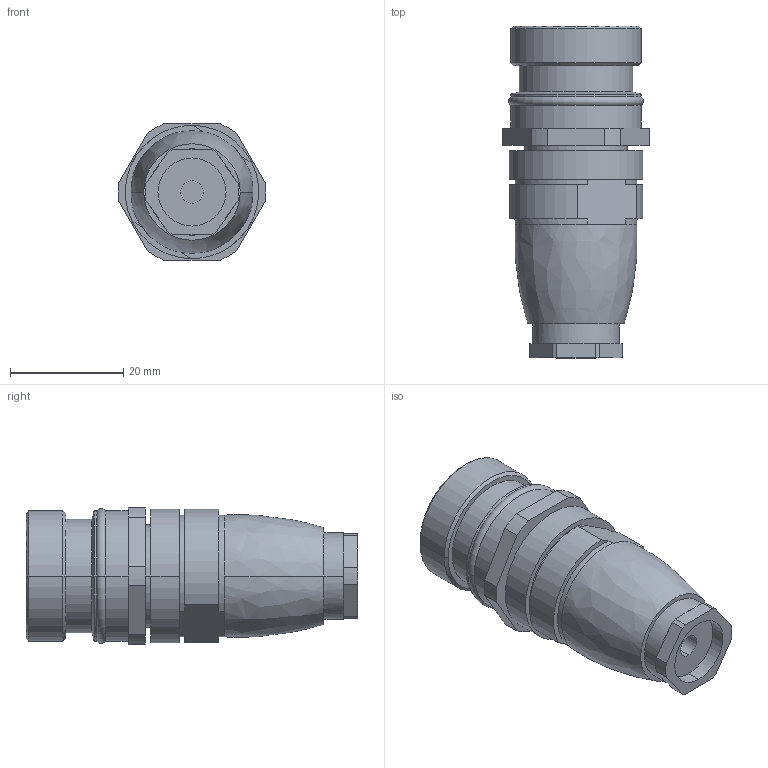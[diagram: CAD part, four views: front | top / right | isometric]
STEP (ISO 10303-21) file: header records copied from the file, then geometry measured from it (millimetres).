
FILE_DESCRIPTION((''),'2;1');
FILE_NAME('DM_CAD-2055','2014-12-05T',('Creinig-se'),(''),'PRO/ENGINEER BY PARAMETRIC TECHNOLOGY CORPORATION, 2013050','PRO/ENGINEER BY PARAMETRIC TECHNOLOGY CORPORATION, 2013050','');
FILE_SCHEMA(('CONFIG_CONTROL_DESIGN'));
Length unit declared in the file: millimetre
Products named in the file (1): DM_CAD-2055
Bounding box: 25.98 x 58.5 x 24 mm (x, y, z)
Volume: 17763.1 mm3; surface area: 6388.9 mm2
Topology: 1 solids, 1 shells, 134 faces, 302 edges, 192 vertices
Faces by surface type: cylinder 65, plane 59, cone 6, bspline 2, torus 2
Entity records: 5256 total; most frequent: DIRECTION 724, CARTESIAN_POINT 682, ORIENTED_EDGE 604, PRESENTATION_STYLE_ASSIGNMENT 340, STYLED_ITEM 303, CURVE_STYLE 302, EDGE_CURVE 302, AXIS2_PLACEMENT_3D 290
